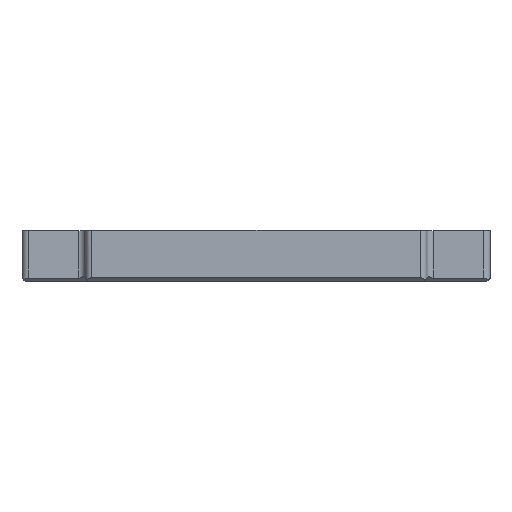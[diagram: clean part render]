
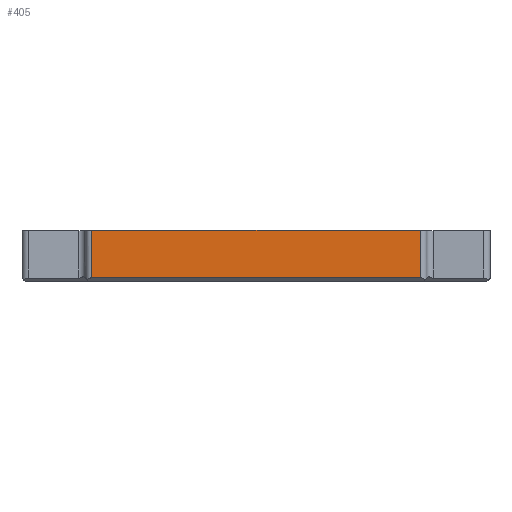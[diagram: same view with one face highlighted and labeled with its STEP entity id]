
A CAD part, top view. The second image highlights one B-rep face of the part: STEP entity #405.
In plain terms, the highlighted planar face has unit normal (0, 0, 1).
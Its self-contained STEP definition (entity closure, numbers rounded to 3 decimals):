
#53 = ORIENTED_EDGE ( 'NONE', *, *, #3814, .F. ) ;
#89 = DIRECTION ( 'NONE',  ( 0., 0., -1. ) ) ;
#114 = CARTESIAN_POINT ( 'NONE',  ( -26., 0.5, 19.5 ) ) ;
#355 = FACE_OUTER_BOUND ( 'NONE', #695, .T. ) ;
#372 = ORIENTED_EDGE ( 'NONE', *, *, #1701, .T. ) ;
#405 = ADVANCED_FACE ( 'NONE', ( #355 ), #1669, .F. ) ;
#436 = CARTESIAN_POINT ( 'NONE',  ( 26., 0.5, 19.5 ) ) ;
#540 = VECTOR ( 'NONE', #1574, 1000. ) ;
#573 = VERTEX_POINT ( 'NONE', #3471 ) ;
#631 = ORIENTED_EDGE ( 'NONE', *, *, #2367, .T. ) ;
#695 = EDGE_LOOP ( 'NONE', ( #53, #372, #631, #3946 ) ) ;
#952 = CARTESIAN_POINT ( 'NONE',  ( -26., 0.5, 19.5 ) ) ;
#1120 = VERTEX_POINT ( 'NONE', #3902 ) ;
#1234 = VERTEX_POINT ( 'NONE', #436 ) ;
#1252 = DIRECTION ( 'NONE',  ( 0., 1., 0. ) ) ;
#1311 = VECTOR ( 'NONE', #1538, 1000. ) ;
#1401 = DIRECTION ( 'NONE',  ( -1., 0., 0. ) ) ;
#1538 = DIRECTION ( 'NONE',  ( 1., 0., 0. ) ) ;
#1574 = DIRECTION ( 'NONE',  ( 0., -1., 0. ) ) ;
#1639 = CARTESIAN_POINT ( 'NONE',  ( 26., 8., 19.5 ) ) ;
#1669 = PLANE ( 'NONE',  #3446 ) ;
#1701 = EDGE_CURVE ( 'NONE', #1120, #4188, #3040, .T. ) ;
#2367 = EDGE_CURVE ( 'NONE', #4188, #1234, #3702, .T. ) ;
#2479 = LINE ( 'NONE', #3770, #1311 ) ;
#2665 = VECTOR ( 'NONE', #3637, 1000. ) ;
#2915 = LINE ( 'NONE', #1639, #3367 ) ;
#2930 = CARTESIAN_POINT ( 'NONE',  ( 0., 0.5, 19.5 ) ) ;
#2943 = EDGE_CURVE ( 'NONE', #1234, #573, #2915, .T. ) ;
#2966 = CARTESIAN_POINT ( 'NONE',  ( 0., 8., 19.5 ) ) ;
#3040 = LINE ( 'NONE', #114, #540 ) ;
#3367 = VECTOR ( 'NONE', #1252, 1000. ) ;
#3446 = AXIS2_PLACEMENT_3D ( 'NONE', #2966, #89, #1401 ) ;
#3471 = CARTESIAN_POINT ( 'NONE',  ( 26., 8., 19.5 ) ) ;
#3637 = DIRECTION ( 'NONE',  ( 1., 0., 0. ) ) ;
#3702 = LINE ( 'NONE', #2930, #2665 ) ;
#3770 = CARTESIAN_POINT ( 'NONE',  ( 0., 8., 19.5 ) ) ;
#3814 = EDGE_CURVE ( 'NONE', #1120, #573, #2479, .T. ) ;
#3902 = CARTESIAN_POINT ( 'NONE',  ( -26., 8., 19.5 ) ) ;
#3946 = ORIENTED_EDGE ( 'NONE', *, *, #2943, .T. ) ;
#4188 = VERTEX_POINT ( 'NONE', #952 ) ;
